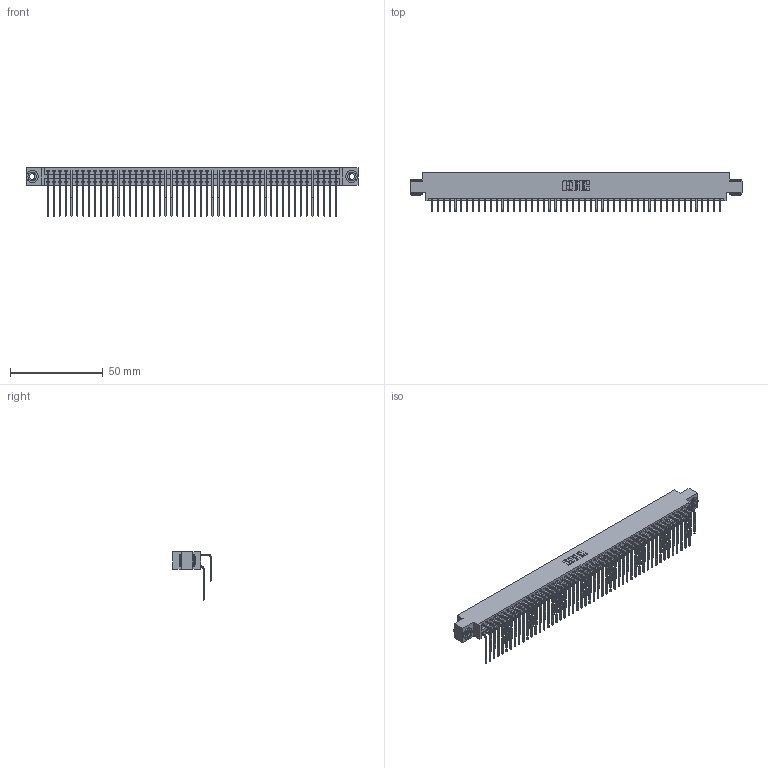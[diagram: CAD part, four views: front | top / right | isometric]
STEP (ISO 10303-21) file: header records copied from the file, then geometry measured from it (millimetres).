
FILE_DESCRIPTION (( 'STEP AP203' ), '1' );
FILE_NAME ('346-100-559-803.STEP', '2022-05-26T21:37:49', ( '' ), ( '' ), 'SwSTEP 2.0', 'SolidWorks 2020', '' );
FILE_SCHEMA (( 'CONFIG_CONTROL_DESIGN' ));
Length unit declared in the file: inch
Products named in the file (5): 345-292-001_558 559 Tail - 1; 346 Part_0.170 Offset - 0.156 Dia-TH; 345-292-001_559 Tail - 2; 346-100-559-803; 345-250-002_345-250-002-102
Assembly tree (103 placements, depth 2):
  346-100-559-803
    346 Part_0.170 Offset - 0.156 Dia-TH
    345-292-001_558 559 Tail - 1  x50
    345-292-001_559 Tail - 2  x50
    345-250-002_345-250-002-102  x2
Bounding box: 179.32 x 20.89 x 26.16 mm (x, y, z)
Volume: 17972 mm3; surface area: 28025.3 mm2
Topology: 103 solids, 103 shells, 5578 faces, 16553 edges, 10898 vertices
Faces by surface type: plane 3804, cylinder 1766, cone 8
Entity records: 34536 total; most frequent: CARTESIAN_POINT 5716, ORIENTED_EDGE 5590, DIRECTION 5089, EDGE_CURVE 2795, LINE 2399, VECTOR 2399, VERTEX_POINT 1858, AXIS2_PLACEMENT_3D 1345
